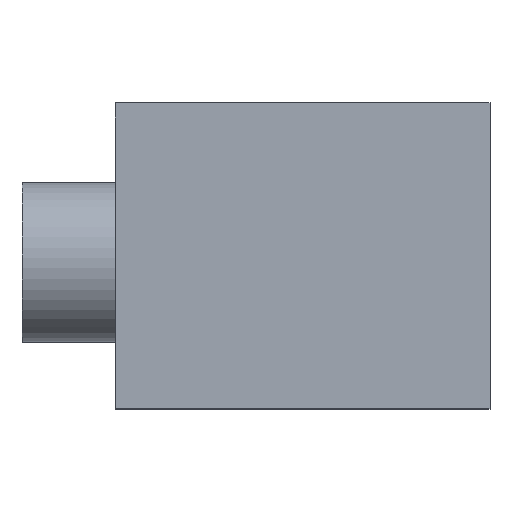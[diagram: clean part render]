
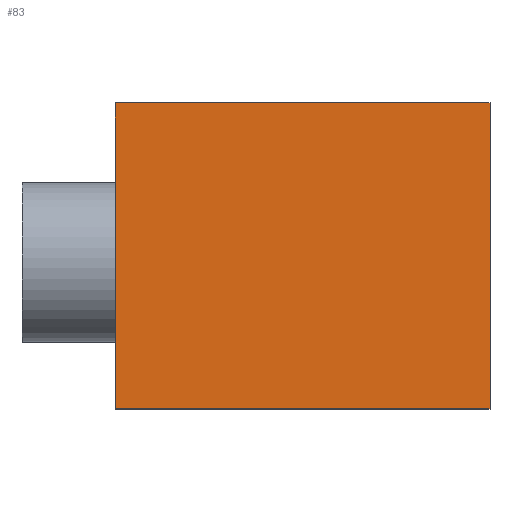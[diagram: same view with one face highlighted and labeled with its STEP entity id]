
A CAD part, top view. The second image highlights one B-rep face of the part: STEP entity #83.
In plain terms, the highlighted planar face has unit normal (0, 0, 1).
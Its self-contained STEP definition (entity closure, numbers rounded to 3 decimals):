
#13=B_SPLINE_CURVE_WITH_KNOTS('',1,(#1046,#1047),.UNSPECIFIED.,.F.,.F.,
(2,2),(0.,14.1),.UNSPECIFIED.);
#17=B_SPLINE_CURVE_WITH_KNOTS('',1,(#1054,#1055),.UNSPECIFIED.,.F.,.F.,
(2,2),(14.1,25.6),.UNSPECIFIED.);
#20=B_SPLINE_CURVE_WITH_KNOTS('',1,(#1060,#1061),.UNSPECIFIED.,.F.,.F.,
(2,2),(25.6,39.7),.UNSPECIFIED.);
#22=B_SPLINE_CURVE_WITH_KNOTS('',1,(#1064,#1065),.UNSPECIFIED.,.F.,.F.,
(2,2),(39.7,51.2),.UNSPECIFIED.);
#83=ADVANCED_FACE('',(#125),#603,.T.);
#125=FACE_OUTER_BOUND('',#173,.T.);
#173=EDGE_LOOP('',(#306,#307,#308,#309));
#306=ORIENTED_EDGE('',*,*,#420,.T.);
#307=ORIENTED_EDGE('',*,*,#424,.T.);
#308=ORIENTED_EDGE('',*,*,#427,.T.);
#309=ORIENTED_EDGE('',*,*,#429,.T.);
#420=EDGE_CURVE('',#561,#560,#13,.T.);
#424=EDGE_CURVE('',#560,#563,#17,.T.);
#427=EDGE_CURVE('',#563,#565,#20,.T.);
#429=EDGE_CURVE('',#565,#561,#22,.T.);
#560=VERTEX_POINT('',#1036);
#561=VERTEX_POINT('',#1037);
#563=VERTEX_POINT('',#1039);
#565=VERTEX_POINT('',#1041);
#603=PLANE('',#743);
#743=AXIS2_PLACEMENT_3D('',#1033,#788,$);
#788=DIRECTION('',(0.,0.,1.));
#1033=CARTESIAN_POINT('',(0.,0.,6.));
#1036=CARTESIAN_POINT('',(14.1,0.,6.));
#1037=CARTESIAN_POINT('',(0.,0.,6.));
#1039=CARTESIAN_POINT('',(14.1,11.5,6.));
#1041=CARTESIAN_POINT('',(0.,11.5,6.));
#1046=CARTESIAN_POINT('',(0.,0.,6.));
#1047=CARTESIAN_POINT('',(14.1,0.,6.));
#1054=CARTESIAN_POINT('',(14.1,0.,6.));
#1055=CARTESIAN_POINT('',(14.1,11.5,6.));
#1060=CARTESIAN_POINT('',(14.1,11.5,6.));
#1061=CARTESIAN_POINT('',(0.,11.5,6.));
#1064=CARTESIAN_POINT('',(0.,11.5,6.));
#1065=CARTESIAN_POINT('',(0.,0.,6.));
